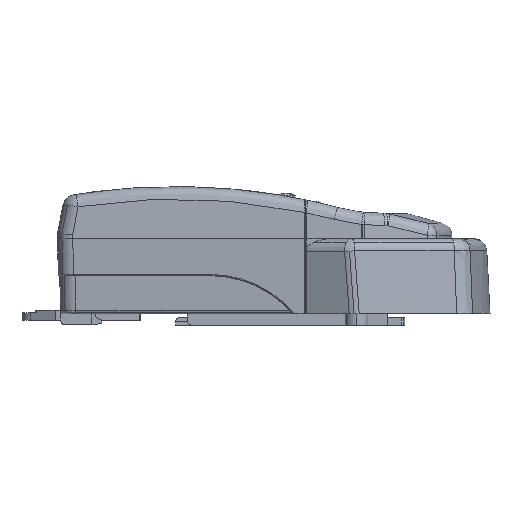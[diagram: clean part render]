
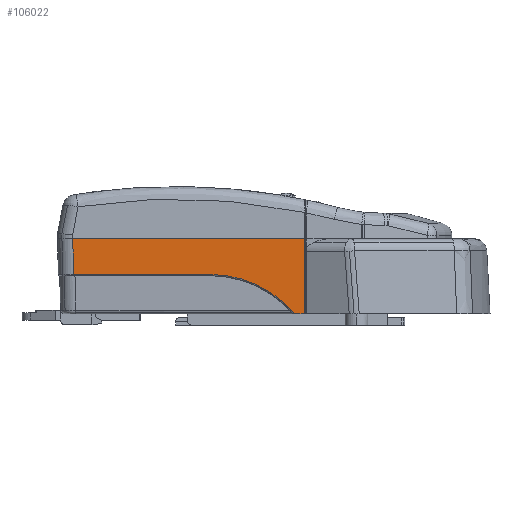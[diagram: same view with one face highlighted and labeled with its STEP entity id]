
A CAD part, left-side view. The second image highlights one B-rep face of the part: STEP entity #106022.
In plain terms, the highlighted planar face has unit normal (-1, 0, -0.026).
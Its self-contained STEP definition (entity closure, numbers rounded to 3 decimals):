
#4031 = ORIENTED_EDGE ( 'NONE', *, *, #65830, .F. ) ;
#7405 = VECTOR ( 'NONE', #122168, 1000. ) ;
#8560 = VERTEX_POINT ( 'NONE', #132936 ) ;
#10068 = CARTESIAN_POINT ( 'NONE',  ( -214.045, 333.015, 23.225 ) ) ;
#11008 = CARTESIAN_POINT ( 'NONE',  ( -213.678, 360.843, 9.212 ) ) ;
#11017 = CARTESIAN_POINT ( 'NONE',  ( -213.273, 239.87, -6.275 ) ) ;
#14008 = LINE ( 'NONE', #10068, #23733 ) ;
#16398 =( BOUNDED_CURVE ( )  B_SPLINE_CURVE ( 3, ( #35508, #87880, #45865, #96884 ),
 .UNSPECIFIED., .F., .F. ) 
 B_SPLINE_CURVE_WITH_KNOTS ( ( 4, 4 ),
 ( 5.412, 6.283 ),
 .UNSPECIFIED. ) 
 CURVE ( )  GEOMETRIC_REPRESENTATION_ITEM ( )  RATIONAL_B_SPLINE_CURVE ( ( 1., 0.938, 0.938, 1. ) ) 
 REPRESENTATION_ITEM ( '' )  );
#18466 = CARTESIAN_POINT ( 'NONE',  ( -213.678, 273.149, 9.212 ) ) ;
#18631 = EDGE_LOOP ( 'NONE', ( #44673, #4031, #116965, #132581, #121076, #28270 ) ) ;
#19386 = LINE ( 'NONE', #133888, #7405 ) ;
#23733 = VECTOR ( 'NONE', #105242, 1000. ) ;
#28270 = ORIENTED_EDGE ( 'NONE', *, *, #32892, .F. ) ;
#29734 = VERTEX_POINT ( 'NONE', #11017 ) ;
#30483 = VERTEX_POINT ( 'NONE', #54661 ) ;
#32892 = EDGE_CURVE ( 'NONE', #60841, #30483, #80247, .T. ) ;
#33265 = EDGE_CURVE ( 'NONE', #62337, #8560, #108795, .T. ) ;
#35508 = CARTESIAN_POINT ( 'NONE',  ( -213.273, 239.87, -6.275 ) ) ;
#35728 = CARTESIAN_POINT ( 'NONE',  ( -213.627, 236.015, 7.242 ) ) ;
#40723 = PLANE ( 'NONE',  #57177 ) ;
#41297 = VECTOR ( 'NONE', #111789, 1000. ) ;
#44673 = ORIENTED_EDGE ( 'NONE', *, *, #106296, .F. ) ;
#45865 = CARTESIAN_POINT ( 'NONE',  ( -213.678, 260.101, 9.212 ) ) ;
#51064 = CARTESIAN_POINT ( 'NONE',  ( -214.045, 381.327, 23.225 ) ) ;
#51345 = CARTESIAN_POINT ( 'NONE',  ( -214.045, 236.015, 23.225 ) ) ;
#54661 = CARTESIAN_POINT ( 'NONE',  ( -214.045, 327.017, 23.225 ) ) ;
#57177 = AXIS2_PLACEMENT_3D ( 'NONE', #51064, #115183, #91764 ) ;
#59577 = CARTESIAN_POINT ( 'NONE',  ( -214.03, 327.001, 22.641 ) ) ;
#60841 = VERTEX_POINT ( 'NONE', #85587 ) ;
#62337 = VERTEX_POINT ( 'NONE', #51345 ) ;
#65830 = EDGE_CURVE ( 'NONE', #29734, #75943, #16398, .T. ) ;
#67845 = EDGE_CURVE ( 'NONE', #8560, #29734, #19386, .T. ) ;
#75943 = VERTEX_POINT ( 'NONE', #18466 ) ;
#76477 = DIRECTION ( 'NONE',  ( 0., 1., 0. ) ) ;
#80247 = LINE ( 'NONE', #59577, #41297 ) ;
#85587 = CARTESIAN_POINT ( 'NONE',  ( -213.678, 326.65, 9.212 ) ) ;
#87880 = CARTESIAN_POINT ( 'NONE',  ( -213.534, 248.272, 3.707 ) ) ;
#91764 = DIRECTION ( 'NONE',  ( 0.026, 0., -1. ) ) ;
#96884 = CARTESIAN_POINT ( 'NONE',  ( -213.678, 273.149, 9.212 ) ) ;
#101272 = VECTOR ( 'NONE', #76477, 1000. ) ;
#105242 = DIRECTION ( 'NONE',  ( 0., 1., 0. ) ) ;
#106022 = ADVANCED_FACE ( 'NONE', ( #135893 ), #40723, .F. ) ;
#106296 = EDGE_CURVE ( 'NONE', #75943, #60841, #127552, .T. ) ;
#108795 = LINE ( 'NONE', #35728, #131664 ) ;
#111789 = DIRECTION ( 'NONE',  ( -0.026, 0.026, 0.999 ) ) ;
#113363 = EDGE_CURVE ( 'NONE', #62337, #30483, #14008, .T. ) ;
#115183 = DIRECTION ( 'NONE',  ( 1., 0., 0.026 ) ) ;
#116965 = ORIENTED_EDGE ( 'NONE', *, *, #67845, .F. ) ;
#121076 = ORIENTED_EDGE ( 'NONE', *, *, #113363, .T. ) ;
#122168 = DIRECTION ( 'NONE',  ( 0., 1., 0. ) ) ;
#127552 = LINE ( 'NONE', #11008, #101272 ) ;
#130853 = DIRECTION ( 'NONE',  ( 0.026, 0., -1. ) ) ;
#131664 = VECTOR ( 'NONE', #130853, 1000. ) ;
#132581 = ORIENTED_EDGE ( 'NONE', *, *, #33265, .F. ) ;
#132936 = CARTESIAN_POINT ( 'NONE',  ( -213.273, 236.015, -6.275 ) ) ;
#133888 = CARTESIAN_POINT ( 'NONE',  ( -213.273, 342.421, -6.275 ) ) ;
#135893 = FACE_OUTER_BOUND ( 'NONE', #18631, .T. ) ;
